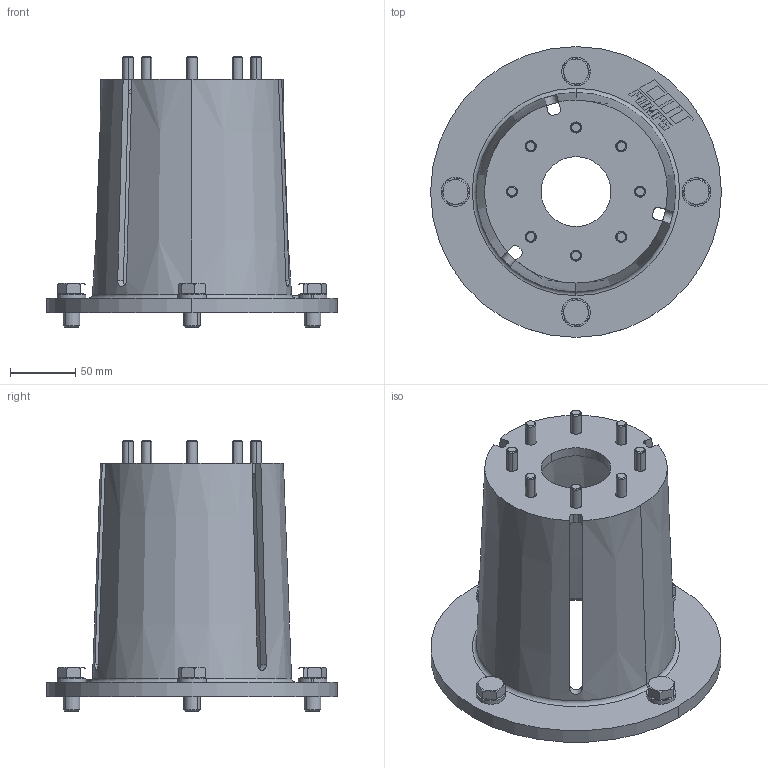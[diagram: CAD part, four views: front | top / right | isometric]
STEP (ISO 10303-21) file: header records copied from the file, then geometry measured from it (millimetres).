
FILE_DESCRIPTION (( 'STEP AP214' ), '1' );
FILE_NAME ('76256.7CP.STEP', '2018-08-03T20:10:44', ( '' ), ( '' ), 'SwSTEP 2.0', 'SolidWorks 2018', '' );
FILE_SCHEMA (( 'AUTOMOTIVE_DESIGN' ));
Length unit declared in the file: millimetre
Products named in the file (1): 76256.7CP
Bounding box: 222.25 x 222.25 x 206.81 mm (x, y, z)
Surface area: 235633.4 mm2 (no closed solid volume)
Topology: 0 solids, 34 shells, 321 faces, 930 edges, 614 vertices
Faces by surface type: plane 147, cylinder 92, cone 72, torus 10
Entity records: 14534 total; most frequent: CARTESIAN_POINT 2628, DIRECTION 1777, ORIENTED_EDGE 1555, EDGE_CURVE 922, AXIS2_PLACEMENT_3D 624, VERTEX_POINT 614, VECTOR 529, LINE 529
